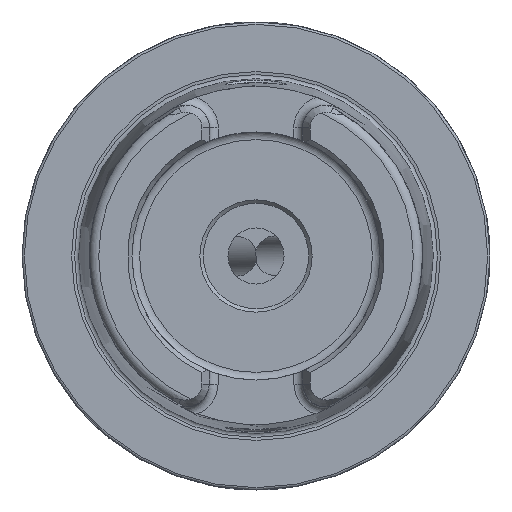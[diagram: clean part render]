
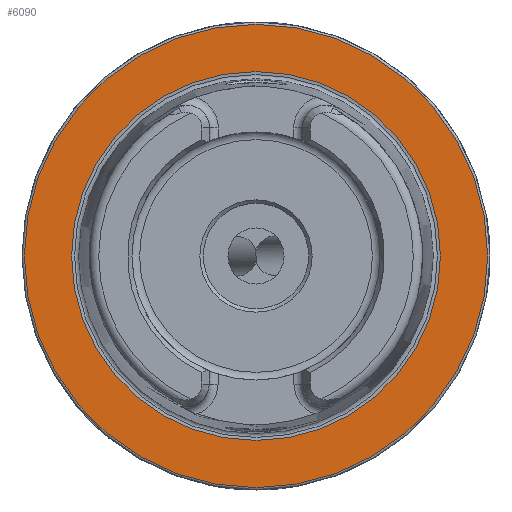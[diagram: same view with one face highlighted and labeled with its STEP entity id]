
A CAD part, left-side view. The second image highlights one B-rep face of the part: STEP entity #6090.
In plain terms, the highlighted planar face has unit normal (-1, 0, 0).
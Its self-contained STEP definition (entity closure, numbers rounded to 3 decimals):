
#1170 = DIRECTION ( 'NONE',  ( -1., 0., 0. ) ) ;
#1388 = FACE_BOUND ( 'NONE', #3649, .T. ) ;
#1609 = EDGE_LOOP ( 'NONE', ( #9860 ) ) ;
#1828 = DIRECTION ( 'NONE',  ( 0., 0., -1. ) ) ;
#1855 = CARTESIAN_POINT ( 'NONE',  ( 0., 0., 39.405 ) ) ;
#3336 = DIRECTION ( 'NONE',  ( -1., 0., 0. ) ) ;
#3649 = EDGE_LOOP ( 'NONE', ( #10367 ) ) ;
#4704 = CARTESIAN_POINT ( 'NONE',  ( 0., 0., 49.5 ) ) ;
#4791 = EDGE_CURVE ( 'NONE', #5339, #5339, #9202, .T. ) ;
#5339 = VERTEX_POINT ( 'NONE', #4704 ) ;
#5895 = AXIS2_PLACEMENT_3D ( 'NONE', #11403, #1170, #12570 ) ;
#6090 = ADVANCED_FACE ( 'NONE', ( #1388, #9997 ), #7948, .F. ) ;
#6359 = AXIS2_PLACEMENT_3D ( 'NONE', #9937, #6904, #1828 ) ;
#6442 = AXIS2_PLACEMENT_3D ( 'NONE', #11536, #3336, #9548 ) ;
#6904 = DIRECTION ( 'NONE',  ( 1., 0., 0. ) ) ;
#7948 = PLANE ( 'NONE',  #6359 ) ;
#8181 = CIRCLE ( 'NONE', #6442, 39.405 ) ;
#8375 = EDGE_CURVE ( 'NONE', #10632, #10632, #8181, .T. ) ;
#9202 = CIRCLE ( 'NONE', #5895, 49.5 ) ;
#9548 = DIRECTION ( 'NONE',  ( 0., 0., 1. ) ) ;
#9860 = ORIENTED_EDGE ( 'NONE', *, *, #4791, .T. ) ;
#9937 = CARTESIAN_POINT ( 'NONE',  ( 0., 49.5, 0. ) ) ;
#9997 = FACE_OUTER_BOUND ( 'NONE', #1609, .T. ) ;
#10367 = ORIENTED_EDGE ( 'NONE', *, *, #8375, .F. ) ;
#10632 = VERTEX_POINT ( 'NONE', #1855 ) ;
#11403 = CARTESIAN_POINT ( 'NONE',  ( 0., 0., 0. ) ) ;
#11536 = CARTESIAN_POINT ( 'NONE',  ( 0., 0., 0. ) ) ;
#12570 = DIRECTION ( 'NONE',  ( 0., 0., 1. ) ) ;
